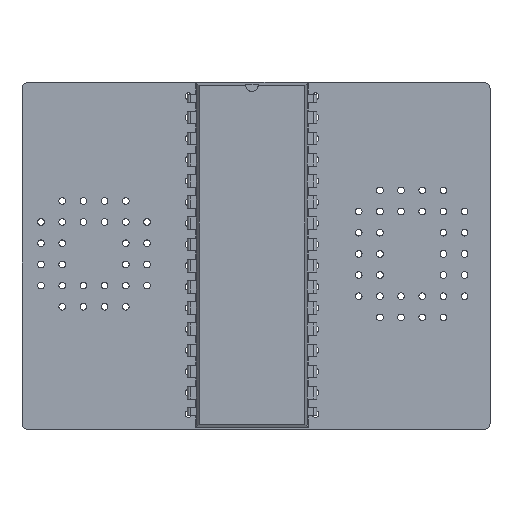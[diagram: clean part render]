
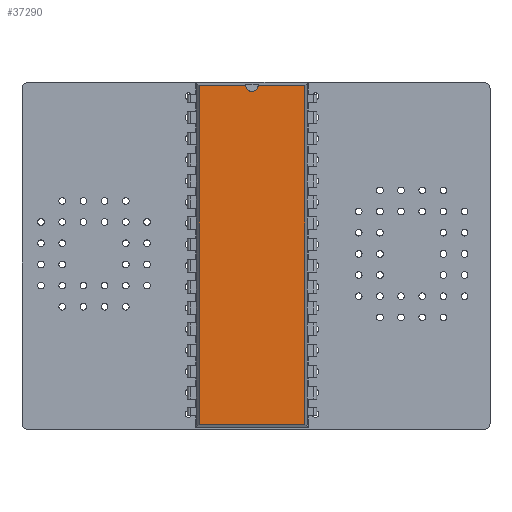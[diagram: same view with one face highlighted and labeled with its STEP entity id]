
A CAD part, top view. The second image highlights one B-rep face of the part: STEP entity #37290.
In plain terms, the highlighted planar face has unit normal (0, 0, 1).
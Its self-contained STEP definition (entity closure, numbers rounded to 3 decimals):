
#7624 = B_SPLINE_SURFACE_WITH_KNOTS('',1,1,(
    (#7625,#7626)
    ,(#7627,#7628
    )),.UNSPECIFIED.,.F.,.F.,.F.,(2,2),(2,2),(0.,41.252),(0.,1.),
  .PIECEWISE_BEZIER_KNOTS.);
#7625 = CARTESIAN_POINT('',(14.276,-39.676,2.157));
#7626 = CARTESIAN_POINT('',(13.952,-39.352,3.68));
#7627 = CARTESIAN_POINT('',(14.276,1.576,2.157));
#7628 = CARTESIAN_POINT('',(13.952,1.252,3.68));
#14366 = B_SPLINE_SURFACE_WITH_KNOTS('',1,1,(
    (#14367,#14368)
    ,(#14369,#14370
  )),.UNSPECIFIED.,.F.,.F.,.F.,(2,2),(2,2),(0.,13.312),(0.,1.),
  .PIECEWISE_BEZIER_KNOTS.);
#14367 = CARTESIAN_POINT('',(14.276,1.576,2.157));
#14368 = CARTESIAN_POINT('',(13.952,1.252,3.68));
#14369 = CARTESIAN_POINT('',(0.964,1.576,2.157));
#14370 = CARTESIAN_POINT('',(1.288,1.252,3.68));
#14424 = B_SPLINE_SURFACE_WITH_KNOTS('',1,1,(
    (#14425,#14426)
    ,(#14427,#14428
  )),.UNSPECIFIED.,.F.,.F.,.F.,(2,2),(2,2),(0.,41.252),(0.,1.),
  .PIECEWISE_BEZIER_KNOTS.);
#14425 = CARTESIAN_POINT('',(0.964,1.576,2.157));
#14426 = CARTESIAN_POINT('',(1.288,1.252,3.68));
#14427 = CARTESIAN_POINT('',(0.964,-39.676,2.157));
#14428 = CARTESIAN_POINT('',(1.288,-39.352,3.68));
#21153 = B_SPLINE_SURFACE_WITH_KNOTS('',1,1,(
    (#21154,#21155)
    ,(#21156,#21157
  )),.UNSPECIFIED.,.F.,.F.,.F.,(2,2),(2,2),(0.,13.312),(0.,1.),
  .PIECEWISE_BEZIER_KNOTS.);
#21154 = CARTESIAN_POINT('',(0.964,-39.676,2.157));
#21155 = CARTESIAN_POINT('',(1.288,-39.352,3.68));
#21156 = CARTESIAN_POINT('',(14.276,-39.676,2.157));
#21157 = CARTESIAN_POINT('',(13.952,-39.352,3.68));
#21523 = VERTEX_POINT('',#21524);
#21524 = CARTESIAN_POINT('',(13.952,1.252,3.68));
#21544 = EDGE_CURVE('',#21545,#21523,#21547,.T.);
#21545 = VERTEX_POINT('',#21546);
#21546 = CARTESIAN_POINT('',(13.952,-39.352,3.68));
#21547 = SURFACE_CURVE('',#21548,(#21552,#21558),.PCURVE_S1.);
#21548 = LINE('',#21549,#21550);
#21549 = CARTESIAN_POINT('',(13.952,-39.352,3.68));
#21550 = VECTOR('',#21551,1.);
#21551 = DIRECTION('',(0.,1.,0.));
#21552 = PCURVE('',#7624,#21553);
#21553 = DEFINITIONAL_REPRESENTATION('',(#21554),#21557);
#21554 = B_SPLINE_CURVE_WITH_KNOTS('',1,(#21555,#21556),.UNSPECIFIED.,
  .F.,.F.,(2,2),(0.,40.605),.PIECEWISE_BEZIER_KNOTS.);
#21555 = CARTESIAN_POINT('',(0.,1.));
#21556 = CARTESIAN_POINT('',(41.252,1.));
#21557 = ( GEOMETRIC_REPRESENTATION_CONTEXT(2) 
PARAMETRIC_REPRESENTATION_CONTEXT() REPRESENTATION_CONTEXT('2D SPACE',''
  ) );
#21558 = PCURVE('',#21559,#21564);
#21559 = PLANE('',#21560);
#21560 = AXIS2_PLACEMENT_3D('',#21561,#21562,#21563);
#21561 = CARTESIAN_POINT('',(13.952,-39.352,3.68));
#21562 = DIRECTION('',(-0.,0.,-1.));
#21563 = DIRECTION('',(-0.298,0.955,0.));
#21564 = DEFINITIONAL_REPRESENTATION('',(#21565),#21569);
#21565 = LINE('',#21566,#21567);
#21566 = CARTESIAN_POINT('',(0.,0.));
#21567 = VECTOR('',#21568,1.);
#21568 = DIRECTION('',(0.955,0.298));
#21569 = ( GEOMETRIC_REPRESENTATION_CONTEXT(2) 
PARAMETRIC_REPRESENTATION_CONTEXT() REPRESENTATION_CONTEXT('2D SPACE',''
  ) );
#28833 = VERTEX_POINT('',#28834);
#28834 = CARTESIAN_POINT('',(1.288,1.252,3.68));
#28854 = EDGE_CURVE('',#28855,#28833,#28857,.T.);
#28855 = VERTEX_POINT('',#28856);
#28856 = CARTESIAN_POINT('',(6.874,1.252,3.68));
#28857 = SURFACE_CURVE('',#28858,(#28862,#28868),.PCURVE_S1.);
#28858 = LINE('',#28859,#28860);
#28859 = CARTESIAN_POINT('',(13.952,1.252,3.68));
#28860 = VECTOR('',#28861,1.);
#28861 = DIRECTION('',(-1.,0.,0.));
#28862 = PCURVE('',#14366,#28863);
#28863 = DEFINITIONAL_REPRESENTATION('',(#28864),#28867);
#28864 = B_SPLINE_CURVE_WITH_KNOTS('',1,(#28865,#28866),.UNSPECIFIED.,
  .F.,.F.,(2,2),(7.079,12.665),
  .PIECEWISE_BEZIER_KNOTS.);
#28865 = CARTESIAN_POINT('',(7.44,1.));
#28866 = CARTESIAN_POINT('',(13.312,1.));
#28867 = ( GEOMETRIC_REPRESENTATION_CONTEXT(2) 
PARAMETRIC_REPRESENTATION_CONTEXT() REPRESENTATION_CONTEXT('2D SPACE',''
  ) );
#28868 = PCURVE('',#21559,#28869);
#28869 = DEFINITIONAL_REPRESENTATION('',(#28870),#28874);
#28870 = LINE('',#28871,#28872);
#28871 = CARTESIAN_POINT('',(38.763,12.09));
#28872 = VECTOR('',#28873,1.);
#28873 = DIRECTION('',(0.298,-0.955));
#28874 = ( GEOMETRIC_REPRESENTATION_CONTEXT(2) 
PARAMETRIC_REPRESENTATION_CONTEXT() REPRESENTATION_CONTEXT('2D SPACE',''
  ) );
#29056 = CYLINDRICAL_SURFACE('',#29057,0.75);
#29057 = AXIS2_PLACEMENT_3D('',#29058,#29059,#29060);
#29058 = CARTESIAN_POINT('',(7.62,1.327,3.68));
#29059 = DIRECTION('',(-0.,0.,-1.));
#29060 = DIRECTION('',(0.,-1.,-0.));
#29358 = VERTEX_POINT('',#29359);
#29359 = CARTESIAN_POINT('',(8.366,1.252,3.68));
#29610 = EDGE_CURVE('',#21523,#29358,#29611,.T.);
#29611 = SURFACE_CURVE('',#29612,(#29616,#29622),.PCURVE_S1.);
#29612 = LINE('',#29613,#29614);
#29613 = CARTESIAN_POINT('',(13.952,1.252,3.68));
#29614 = VECTOR('',#29615,1.);
#29615 = DIRECTION('',(-1.,0.,0.));
#29616 = PCURVE('',#14366,#29617);
#29617 = DEFINITIONAL_REPRESENTATION('',(#29618),#29621);
#29618 = B_SPLINE_CURVE_WITH_KNOTS('',1,(#29619,#29620),.UNSPECIFIED.,
  .F.,.F.,(2,2),(0.,5.586),.PIECEWISE_BEZIER_KNOTS.);
#29619 = CARTESIAN_POINT('',(0.,1.));
#29620 = CARTESIAN_POINT('',(5.872,1.));
#29621 = ( GEOMETRIC_REPRESENTATION_CONTEXT(2) 
PARAMETRIC_REPRESENTATION_CONTEXT() REPRESENTATION_CONTEXT('2D SPACE',''
  ) );
#29622 = PCURVE('',#21559,#29623);
#29623 = DEFINITIONAL_REPRESENTATION('',(#29624),#29628);
#29624 = LINE('',#29625,#29626);
#29625 = CARTESIAN_POINT('',(38.763,12.09));
#29626 = VECTOR('',#29627,1.);
#29627 = DIRECTION('',(0.298,-0.955));
#29628 = ( GEOMETRIC_REPRESENTATION_CONTEXT(2) 
PARAMETRIC_REPRESENTATION_CONTEXT() REPRESENTATION_CONTEXT('2D SPACE',''
  ) );
#29987 = VERTEX_POINT('',#29988);
#29988 = CARTESIAN_POINT('',(1.288,-39.352,3.68));
#30008 = EDGE_CURVE('',#28833,#29987,#30009,.T.);
#30009 = SURFACE_CURVE('',#30010,(#30014,#30020),.PCURVE_S1.);
#30010 = LINE('',#30011,#30012);
#30011 = CARTESIAN_POINT('',(1.288,1.252,3.68));
#30012 = VECTOR('',#30013,1.);
#30013 = DIRECTION('',(0.,-1.,0.));
#30014 = PCURVE('',#14424,#30015);
#30015 = DEFINITIONAL_REPRESENTATION('',(#30016),#30019);
#30016 = B_SPLINE_CURVE_WITH_KNOTS('',1,(#30017,#30018),.UNSPECIFIED.,
  .F.,.F.,(2,2),(0.,40.605),.PIECEWISE_BEZIER_KNOTS.);
#30017 = CARTESIAN_POINT('',(0.,1.));
#30018 = CARTESIAN_POINT('',(41.252,1.));
#30019 = ( GEOMETRIC_REPRESENTATION_CONTEXT(2) 
PARAMETRIC_REPRESENTATION_CONTEXT() REPRESENTATION_CONTEXT('2D SPACE',''
  ) );
#30020 = PCURVE('',#21559,#30021);
#30021 = DEFINITIONAL_REPRESENTATION('',(#30022),#30026);
#30022 = LINE('',#30023,#30024);
#30023 = CARTESIAN_POINT('',(42.534,0.));
#30024 = VECTOR('',#30025,1.);
#30025 = DIRECTION('',(-0.955,-0.298));
#30026 = ( GEOMETRIC_REPRESENTATION_CONTEXT(2) 
PARAMETRIC_REPRESENTATION_CONTEXT() REPRESENTATION_CONTEXT('2D SPACE',''
  ) );
#37270 = EDGE_CURVE('',#29987,#21545,#37271,.T.);
#37271 = SURFACE_CURVE('',#37272,(#37276,#37282),.PCURVE_S1.);
#37272 = LINE('',#37273,#37274);
#37273 = CARTESIAN_POINT('',(1.288,-39.352,3.68));
#37274 = VECTOR('',#37275,1.);
#37275 = DIRECTION('',(1.,0.,0.));
#37276 = PCURVE('',#21153,#37277);
#37277 = DEFINITIONAL_REPRESENTATION('',(#37278),#37281);
#37278 = B_SPLINE_CURVE_WITH_KNOTS('',1,(#37279,#37280),.UNSPECIFIED.,
  .F.,.F.,(2,2),(0.,12.665),.PIECEWISE_BEZIER_KNOTS.);
#37279 = CARTESIAN_POINT('',(0.,1.));
#37280 = CARTESIAN_POINT('',(13.312,1.));
#37281 = ( GEOMETRIC_REPRESENTATION_CONTEXT(2) 
PARAMETRIC_REPRESENTATION_CONTEXT() REPRESENTATION_CONTEXT('2D SPACE',''
  ) );
#37282 = PCURVE('',#21559,#37283);
#37283 = DEFINITIONAL_REPRESENTATION('',(#37284),#37288);
#37284 = LINE('',#37285,#37286);
#37285 = CARTESIAN_POINT('',(3.771,-12.09));
#37286 = VECTOR('',#37287,1.);
#37287 = DIRECTION('',(-0.298,0.955));
#37288 = ( GEOMETRIC_REPRESENTATION_CONTEXT(2) 
PARAMETRIC_REPRESENTATION_CONTEXT() REPRESENTATION_CONTEXT('2D SPACE',''
  ) );
#37290 = ADVANCED_FACE('',(#37291),#21559,.F.);
#37291 = FACE_BOUND('',#37292,.F.);
#37292 = EDGE_LOOP('',(#37293,#37294,#37295,#37296,#37297,#37321,#37343)
  );
#37293 = ORIENTED_EDGE('',*,*,#21544,.F.);
#37294 = ORIENTED_EDGE('',*,*,#37270,.F.);
#37295 = ORIENTED_EDGE('',*,*,#30008,.F.);
#37296 = ORIENTED_EDGE('',*,*,#28854,.F.);
#37297 = ORIENTED_EDGE('',*,*,#37298,.F.);
#37298 = EDGE_CURVE('',#37299,#28855,#37301,.T.);
#37299 = VERTEX_POINT('',#37300);
#37300 = CARTESIAN_POINT('',(7.62,0.577,3.68));
#37301 = SURFACE_CURVE('',#37302,(#37307,#37314),.PCURVE_S1.);
#37302 = CIRCLE('',#37303,0.75);
#37303 = AXIS2_PLACEMENT_3D('',#37304,#37305,#37306);
#37304 = CARTESIAN_POINT('',(7.62,1.327,3.68));
#37305 = DIRECTION('',(0.,-0.,-1.));
#37306 = DIRECTION('',(0.,-1.,0.));
#37307 = PCURVE('',#21559,#37308);
#37308 = DEFINITIONAL_REPRESENTATION('',(#37309),#37313);
#37309 = CIRCLE('',#37310,0.75);
#37310 = AXIS2_PLACEMENT_2D('',#37311,#37312);
#37311 = CARTESIAN_POINT('',(40.72,6.067));
#37312 = DIRECTION('',(-0.955,-0.298));
#37313 = ( GEOMETRIC_REPRESENTATION_CONTEXT(2) 
PARAMETRIC_REPRESENTATION_CONTEXT() REPRESENTATION_CONTEXT('2D SPACE',''
  ) );
#37314 = PCURVE('',#29056,#37315);
#37315 = DEFINITIONAL_REPRESENTATION('',(#37316),#37320);
#37316 = LINE('',#37317,#37318);
#37317 = CARTESIAN_POINT('',(0.,0.));
#37318 = VECTOR('',#37319,1.);
#37319 = DIRECTION('',(1.,0.));
#37320 = ( GEOMETRIC_REPRESENTATION_CONTEXT(2) 
PARAMETRIC_REPRESENTATION_CONTEXT() REPRESENTATION_CONTEXT('2D SPACE',''
  ) );
#37321 = ORIENTED_EDGE('',*,*,#37322,.F.);
#37322 = EDGE_CURVE('',#29358,#37299,#37323,.T.);
#37323 = SURFACE_CURVE('',#37324,(#37329,#37336),.PCURVE_S1.);
#37324 = CIRCLE('',#37325,0.75);
#37325 = AXIS2_PLACEMENT_3D('',#37326,#37327,#37328);
#37326 = CARTESIAN_POINT('',(7.62,1.327,3.68));
#37327 = DIRECTION('',(0.,-0.,-1.));
#37328 = DIRECTION('',(0.,-1.,0.));
#37329 = PCURVE('',#21559,#37330);
#37330 = DEFINITIONAL_REPRESENTATION('',(#37331),#37335);
#37331 = CIRCLE('',#37332,0.75);
#37332 = AXIS2_PLACEMENT_2D('',#37333,#37334);
#37333 = CARTESIAN_POINT('',(40.72,6.067));
#37334 = DIRECTION('',(-0.955,-0.298));
#37335 = ( GEOMETRIC_REPRESENTATION_CONTEXT(2) 
PARAMETRIC_REPRESENTATION_CONTEXT() REPRESENTATION_CONTEXT('2D SPACE',''
  ) );
#37336 = PCURVE('',#29056,#37337);
#37337 = DEFINITIONAL_REPRESENTATION('',(#37338),#37342);
#37338 = LINE('',#37339,#37340);
#37339 = CARTESIAN_POINT('',(-6.283,0.));
#37340 = VECTOR('',#37341,1.);
#37341 = DIRECTION('',(1.,0.));
#37342 = ( GEOMETRIC_REPRESENTATION_CONTEXT(2) 
PARAMETRIC_REPRESENTATION_CONTEXT() REPRESENTATION_CONTEXT('2D SPACE',''
  ) );
#37343 = ORIENTED_EDGE('',*,*,#29610,.F.);
